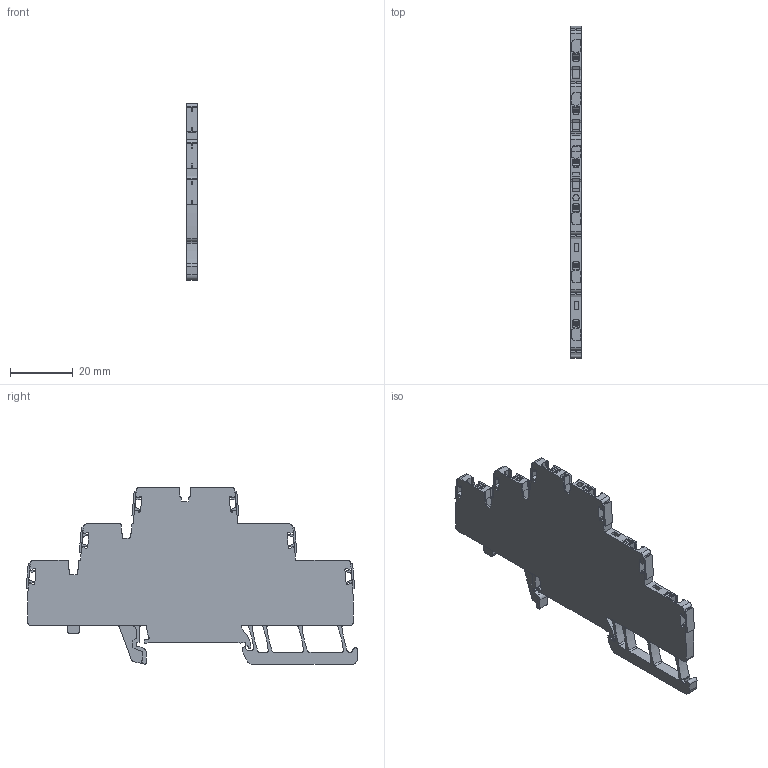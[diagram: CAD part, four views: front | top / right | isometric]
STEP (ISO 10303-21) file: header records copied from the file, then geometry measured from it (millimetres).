
FILE_DESCRIPTION(('CATIA V5 STEP Exchange','CAx-IF Rec.Pracs.--- Model Styling and Organization---1.4--- 2014-01-23'),'2;1');
FILE_NAME ('1399402-2_0', '2022-09-01T09:43:14+00:00', ('none'), ('Weidmueller'), 'CATIA Version 5-6 Release 2016 SP3 HF44', 'CATIA V5 STEP AP214', 'none');
FILE_SCHEMA(('AUTOMOTIVE_DESIGN { 1 0 10303 214 1 1 1 1 }'));
Length unit declared in the file: millimetre
Products named in the file (1): 2856220000
Bounding box: 3.5 x 106.13 x 56.55 mm (x, y, z)
Volume: 12150.3 mm3; surface area: 10810.3 mm2
Topology: 15 solids, 16 shells, 1189 faces, 3345 edges, 2192 vertices
Faces by surface type: plane 654, cylinder 365, extrusion 126, torus 32, sphere 12
Entity records: 37877 total; most frequent: CARTESIAN_POINT 8436, ORIENTED_EDGE 6666, DIRECTION 4896, EDGE_CURVE 3333, VECTOR 2388, LINE 2262, VERTEX_POINT 2192, AXIS2_PLACEMENT_3D 1608
